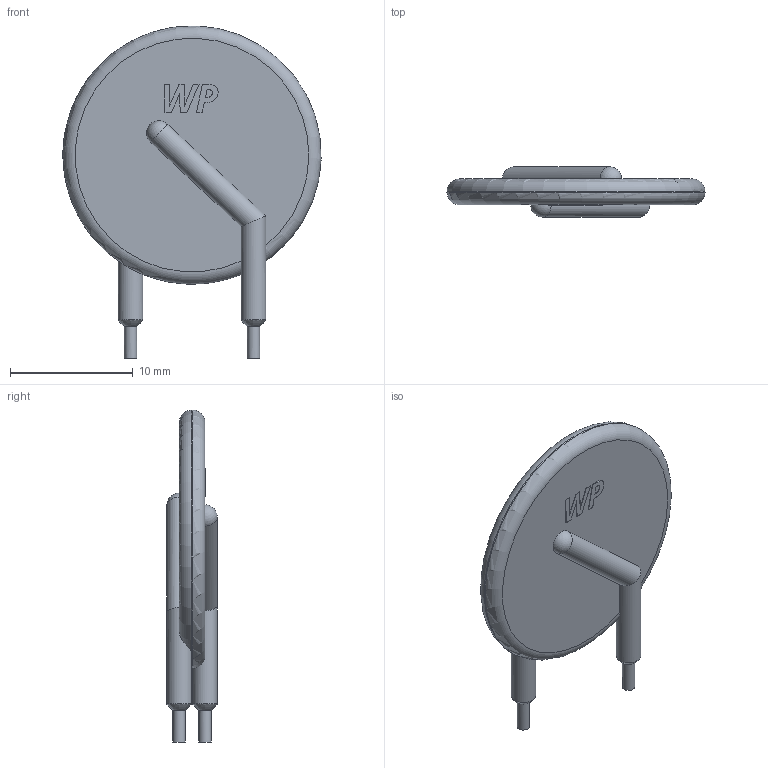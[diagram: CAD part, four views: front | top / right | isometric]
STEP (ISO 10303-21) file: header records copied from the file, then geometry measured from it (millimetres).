
FILE_DESCRIPTION(/* description */ ('STEP AP214'),/* implementation_level */ '2;1');
FILE_NAME(/* name */ '6093877b5672350ed7a7ab59',/* time_stamp */ '2021-05-06T06:06:52+00:00',/* author */ (''),/* organization */ (''),/* preprocessor_version */ 'ST-DEVELOPER v18.1',/* originating_system */ ' ',/* authorisation */ ' ');
FILE_SCHEMA (('AUTOMOTIVE_DESIGN {1 0 10303 214 3 1 1}'));
Length unit declared in the file: metre
Products named in the file (1): Part 1
Bounding box: 20.99 x 4.1 x 27 mm (x, y, z)
Volume: 781.2 mm3; surface area: 888.4 mm2
Topology: 1 solids, 1 shells, 60 faces, 160 edges, 103 vertices
Faces by surface type: plane 32, bspline 17, cylinder 7, sphere 2, torus 2
Full cylindrical faces by diameter (mm): 1 x2, 2 x2, 21 x1
Entity records: 2062 total; most frequent: CARTESIAN_POINT 712, ORIENTED_EDGE 296, DIRECTION 210, EDGE_CURVE 148, VERTEX_POINT 100, LINE 98, VECTOR 98, EDGE_LOOP 70
